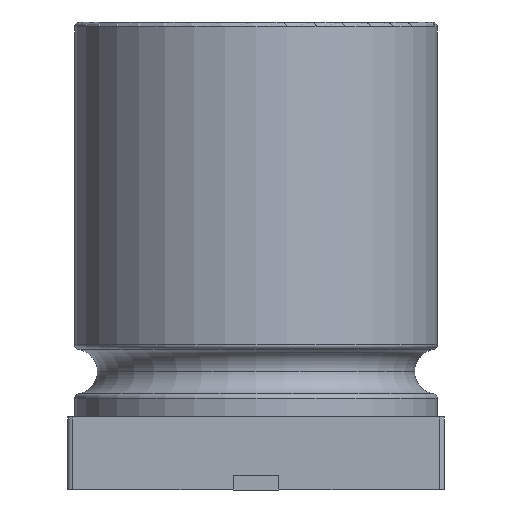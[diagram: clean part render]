
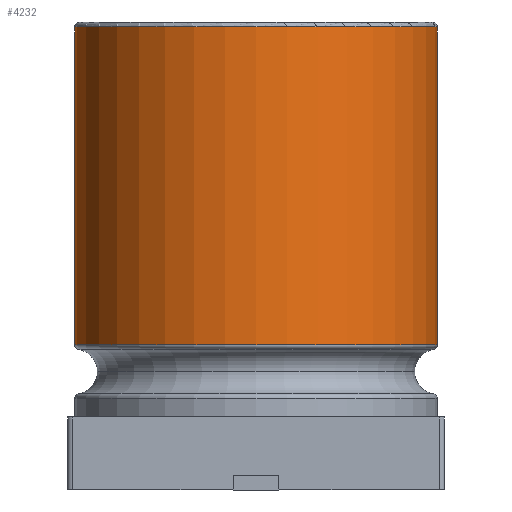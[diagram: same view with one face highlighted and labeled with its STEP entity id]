
A CAD part, left-side view. The second image highlights one B-rep face of the part: STEP entity #4232.
In plain terms, the highlighted cylindrical face has radius 4 mm (diameter 8 mm), a partial arc.
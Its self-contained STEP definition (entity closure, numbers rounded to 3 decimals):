
#49 = CARTESIAN_POINT ( 'NONE',  ( -0.165, -3.912, 0.6 ) ) ;
#461 = CARTESIAN_POINT ( 'NONE',  ( -0.165, -3.912, 3.192 ) ) ;
#601 = CARTESIAN_POINT ( 'NONE',  ( -0.165, 0.088, 0.6 ) ) ;
#715 = ORIENTED_EDGE ( 'NONE', *, *, #6032, .T. ) ;
#878 = VERTEX_POINT ( 'NONE', #6114 ) ;
#1201 = CARTESIAN_POINT ( 'NONE',  ( -0.165, 0.088, 10.2 ) ) ;
#1532 = AXIS2_PLACEMENT_3D ( 'NONE', #601, #2562, #5303 ) ;
#1536 = CARTESIAN_POINT ( 'NONE',  ( -0.165, -3.912, 10.2 ) ) ;
#1625 = CIRCLE ( 'NONE', #6941, 4. ) ;
#1902 = DIRECTION ( 'NONE',  ( 0., -1., 0. ) ) ;
#2103 = CARTESIAN_POINT ( 'NONE',  ( -0.165, 0.088, 3.192 ) ) ;
#2163 = VERTEX_POINT ( 'NONE', #1536 ) ;
#2562 = DIRECTION ( 'NONE',  ( 0., 0., -1. ) ) ;
#2605 = CYLINDRICAL_SURFACE ( 'NONE', #1532, 4. ) ;
#2812 = DIRECTION ( 'NONE',  ( 0., 0., -1. ) ) ;
#2863 = EDGE_LOOP ( 'NONE', ( #6671, #6054, #715, #8732 ) ) ;
#3293 = VECTOR ( 'NONE', #8218, 1000. ) ;
#4013 = LINE ( 'NONE', #4998, #3293 ) ;
#4201 = LINE ( 'NONE', #49, #7638 ) ;
#4229 = VERTEX_POINT ( 'NONE', #461 ) ;
#4232 = ADVANCED_FACE ( 'NONE', ( #7391 ), #2605, .T. ) ;
#4399 = VERTEX_POINT ( 'NONE', #8618 ) ;
#4670 = EDGE_CURVE ( 'NONE', #2163, #878, #1625, .T. ) ;
#4998 = CARTESIAN_POINT ( 'NONE',  ( -0.165, 4.088, 0.6 ) ) ;
#5303 = DIRECTION ( 'NONE',  ( 0., 1., 0. ) ) ;
#5448 = AXIS2_PLACEMENT_3D ( 'NONE', #2103, #8271, #7428 ) ;
#6032 = EDGE_CURVE ( 'NONE', #878, #4399, #4013, .T. ) ;
#6054 = ORIENTED_EDGE ( 'NONE', *, *, #4670, .T. ) ;
#6114 = CARTESIAN_POINT ( 'NONE',  ( -0.165, 4.088, 10.2 ) ) ;
#6217 = EDGE_CURVE ( 'NONE', #4399, #4229, #7496, .T. ) ;
#6671 = ORIENTED_EDGE ( 'NONE', *, *, #8050, .F. ) ;
#6941 = AXIS2_PLACEMENT_3D ( 'NONE', #1201, #8771, #1902 ) ;
#7391 = FACE_OUTER_BOUND ( 'NONE', #2863, .T. ) ;
#7428 = DIRECTION ( 'NONE',  ( 0., -1., 0. ) ) ;
#7496 = CIRCLE ( 'NONE', #5448, 4. ) ;
#7638 = VECTOR ( 'NONE', #2812, 1000. ) ;
#8050 = EDGE_CURVE ( 'NONE', #2163, #4229, #4201, .T. ) ;
#8218 = DIRECTION ( 'NONE',  ( 0., 0., -1. ) ) ;
#8271 = DIRECTION ( 'NONE',  ( 0., 0., 1. ) ) ;
#8618 = CARTESIAN_POINT ( 'NONE',  ( -0.165, 4.088, 3.192 ) ) ;
#8732 = ORIENTED_EDGE ( 'NONE', *, *, #6217, .T. ) ;
#8771 = DIRECTION ( 'NONE',  ( 0., 0., -1. ) ) ;
